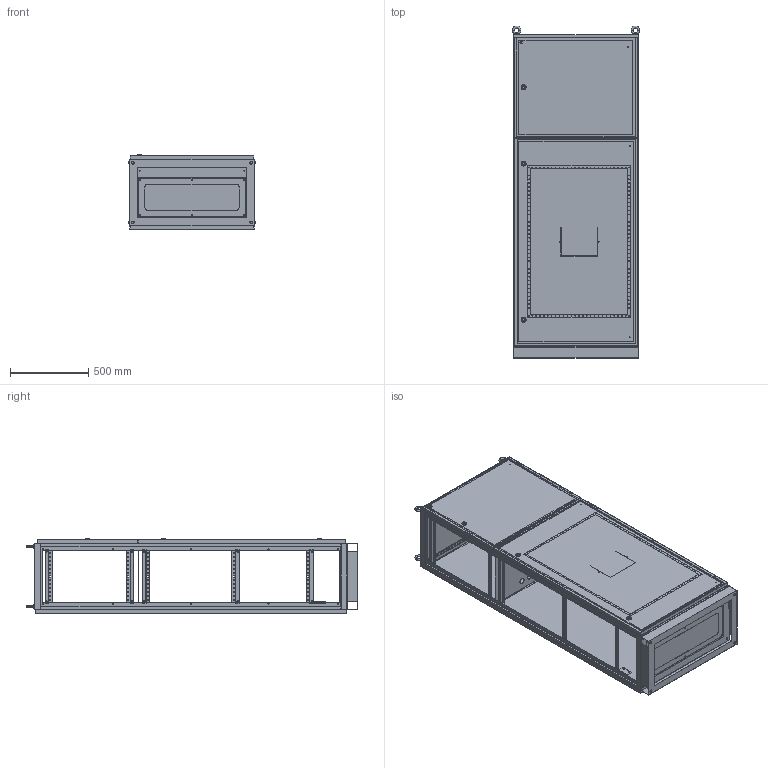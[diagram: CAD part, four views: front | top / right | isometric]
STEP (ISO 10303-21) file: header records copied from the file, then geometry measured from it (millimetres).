
FILE_DESCRIPTION (( 'STEP AP214' ), '1' );
FILE_NAME ('YKM2-C3-2084-54 Øêàô íàïîëüíûé öåëüíîñâàðíîé ÂÐÓ-2 20.80.45 IP54 TITAN.STEP', '2016-09-22T07:39:56', ( 'user' ), ( '' ), 'SwSTEP 2.0', 'SolidWorks 2014', '' );
FILE_SCHEMA (( 'AUTOMOTIVE_DESIGN' ));
Length unit declared in the file: millimetre
Products named in the file (6): Öîêîëü äëÿ ÂÐÓ 800õ450; Ñòåíêà çàäíÿÿ äëÿ ÂÐÓ-õ 2000õ800 IP54; Äâåðü ó÷¸òíîãî îòñåêà 800 IP54; Äâåðü äëÿ ÂÐÓ-2 2000õ800 IP54; Îáîëî÷êà ÂÐÓ-2 2000õ800õ450 IP54; YKM2-C3-2084-54 Øêàô íàïîëüíûé öåëüíîñâàðíîé ÂÐÓ-2 20.80.45 IP54 TITAN
Assembly tree (5 placements, depth 2):
  YKM2-C3-2084-54 Øêàô íàïîëüíûé öåëüíîñâàðíîé ÂÐÓ-2 20.80.45 IP54 TITAN
    Îáîëî÷êà ÂÐÓ-2 2000õ800õ450 IP54
    Äâåðü äëÿ ÂÐÓ-2 2000õ800 IP54
    Äâåðü ó÷¸òíîãî îòñåêà 800 IP54
    Ñòåíêà çàäíÿÿ äëÿ ÂÐÓ-õ 2000õ800 IP54
    Öîêîëü äëÿ ÂÐÓ 800õ450
Bounding box: 814 x 2126 x 477.5 mm (x, y, z)
Volume: 11138156.9 mm3; surface area: 13020271.3 mm2
Topology: 33 solids, 33 shells, 3028 faces, 7991 edges, 5212 vertices
Faces by surface type: plane 2011, cylinder 758, cone 190, bspline 39, torus 22, sphere 8
Entity records: 97206 total; most frequent: CARTESIAN_POINT 19040, ORIENTED_EDGE 15982, DIRECTION 15252, EDGE_CURVE 7991, LINE 5748, VECTOR 5748, VERTEX_POINT 5212, AXIS2_PLACEMENT_3D 4752
